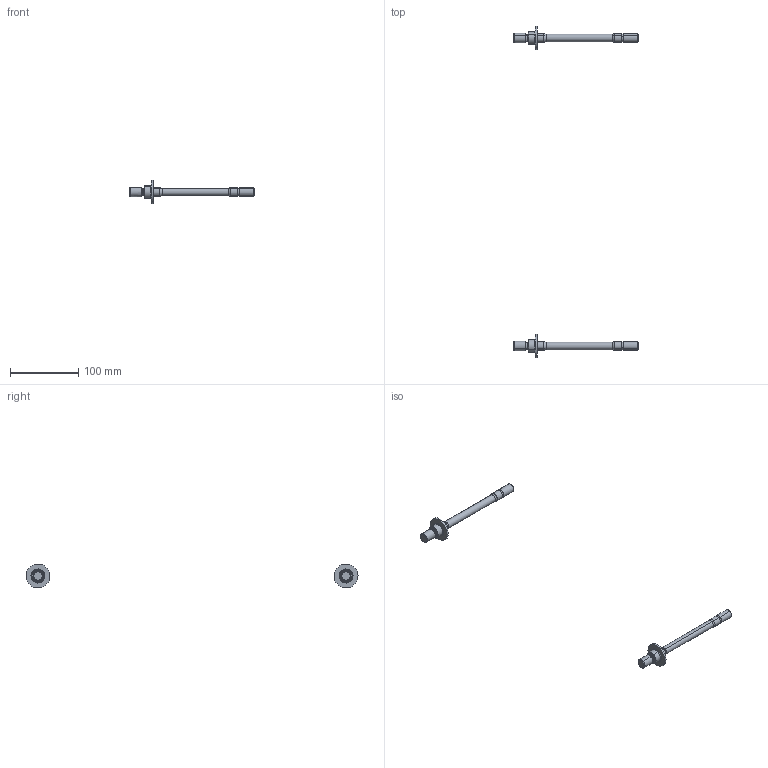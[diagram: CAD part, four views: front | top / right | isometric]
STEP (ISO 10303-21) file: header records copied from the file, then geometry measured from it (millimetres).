
FILE_DESCRIPTION(('CATIA V5 STEP Exchange'),'2;1');
FILE_NAME('200701_MonocoqueStudShearOnlyR02.stp','2020-07-01T15:50:43+00:00',('none'),('none'),'CATIA Version 5-6 Release 2016','CATIA V5 STEP AP203','none');
FILE_SCHEMA(('CONFIG_CONTROL_DESIGN'));
Length unit declared in the file: millimetre
Products named in the file (1): EngineStudsR08
Bounding box: 181.5 x 484.99 x 34.99 mm (x, y, z)
Volume: 47227.8 mm3; surface area: 18348.8 mm2
Topology: 2 solids, 2 shells, 102 faces, 216 edges, 128 vertices
Faces by surface type: cylinder 32, torus 28, plane 26, cone 16
Entity records: 2465 total; most frequent: ORIENTED_EDGE 432, CARTESIAN_POINT 409, DIRECTION 344, EDGE_CURVE 216, AXIS2_PLACEMENT_3D 197, CIRCLE 132, VERTEX_POINT 128, EDGE_LOOP 112
